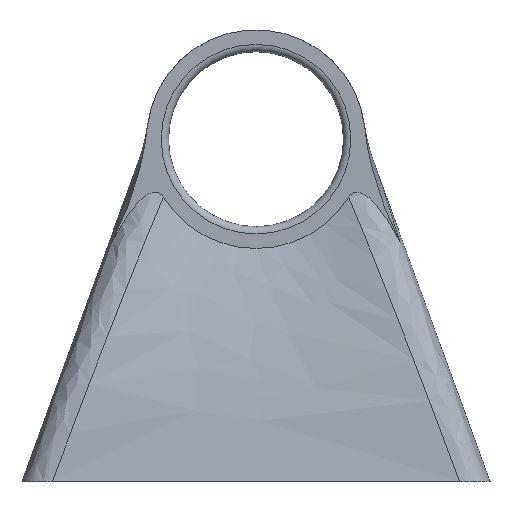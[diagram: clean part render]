
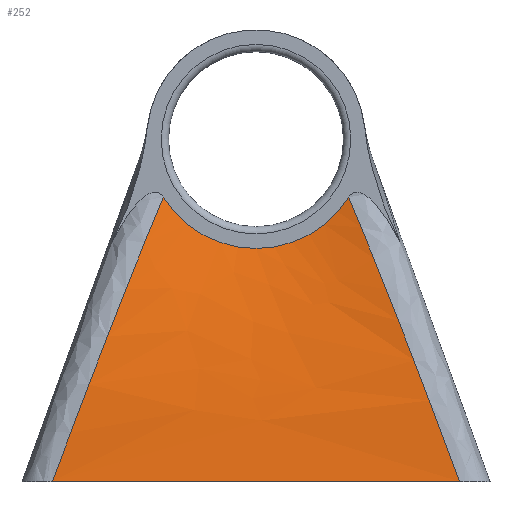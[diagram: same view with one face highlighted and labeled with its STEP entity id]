
A CAD part, top view. The second image highlights one B-rep face of the part: STEP entity #252.
In plain terms, the highlighted free-form (B-spline) face has degree [3, 3] with [5, 14] control points.
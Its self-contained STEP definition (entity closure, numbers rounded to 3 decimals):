
#18=B_SPLINE_SURFACE_WITH_KNOTS('',3,3,((#585,#586,#587,#588,#589,#590,
#591,#592,#593,#594,#595,#596,#597,#598),(#599,#600,#601,#602,#603,#604,
#605,#606,#607,#608,#609,#610,#611,#612),(#613,#614,#615,#616,#617,#618,
#619,#620,#621,#622,#623,#624,#625,#626),(#627,#628,#629,#630,#631,#632,
#633,#634,#635,#636,#637,#638,#639,#640),(#641,#642,#643,#644,#645,#646,
#647,#648,#649,#650,#651,#652,#653,#654)),.UNSPECIFIED.,.F.,.F.,.F.,(4,
1,4),(4,1,1,1,1,1,1,1,1,1,1,4),(0.,0.571,1.),(-108.065,
-106.261,-104.458,-103.557,-103.106,
-102.655,-100.852,-99.95,-99.049,
-98.147,-97.245,-95.442),.UNSPECIFIED.);
#27=LINE('',#656,#38);
#38=VECTOR('',#337,10.);
#58=B_SPLINE_CURVE_WITH_KNOTS('',3,(#576,#577,#578,#579,#580),
 .UNSPECIFIED.,.F.,.F.,(4,1,4),(-4.183,-1.585,0.),
 .UNSPECIFIED.);
#59=B_SPLINE_CURVE_WITH_KNOTS('',3,(#657,#658,#659,#660,#661),
 .UNSPECIFIED.,.F.,.F.,(4,1,4),(-4.183,-2.598,0.),
 .UNSPECIFIED.);
#77=FACE_OUTER_BOUND('',#93,.T.);
#93=EDGE_LOOP('',(#215,#216,#217,#218));
#102=CIRCLE('',#276,15.);
#112=VERTEX_POINT('',#355);
#113=VERTEX_POINT('',#356);
#128=VERTEX_POINT('',#563);
#130=VERTEX_POINT('',#655);
#136=EDGE_CURVE('',#112,#113,#102,.T.);
#159=EDGE_CURVE('',#128,#113,#58,.T.);
#162=EDGE_CURVE('',#128,#130,#27,.T.);
#163=EDGE_CURVE('',#112,#130,#59,.T.);
#215=ORIENTED_EDGE('',*,*,#159,.F.);
#216=ORIENTED_EDGE('',*,*,#162,.T.);
#217=ORIENTED_EDGE('',*,*,#163,.F.);
#218=ORIENTED_EDGE('',*,*,#136,.T.);
#252=ADVANCED_FACE('',(#77),#18,.F.);
#276=AXIS2_PLACEMENT_3D('',#357,#304,#305);
#304=DIRECTION('center_axis',(0.,0.,-1.));
#305=DIRECTION('ref_axis',(-1.,0.,0.));
#337=DIRECTION('',(1.,0.,0.));
#355=CARTESIAN_POINT('',(12.719,-7.951,8.));
#356=CARTESIAN_POINT('',(-12.719,-7.951,8.));
#357=CARTESIAN_POINT('Origin',(0.,0.,8.));
#563=CARTESIAN_POINT('',(-27.931,-46.985,16.));
#576=CARTESIAN_POINT('Ctrl Pts',(-27.931,-46.985,16.));
#577=CARTESIAN_POINT('Ctrl Pts',(-24.823,-38.656,15.501));
#578=CARTESIAN_POINT('Ctrl Pts',(-19.805,-25.348,13.348));
#579=CARTESIAN_POINT('Ctrl Pts',(-14.683,-12.668,9.558));
#580=CARTESIAN_POINT('Ctrl Pts',(-12.72,-7.951,8.));
#585=CARTESIAN_POINT('Ctrl Pts',(12.719,-7.951,8.));
#586=CARTESIAN_POINT('Ctrl Pts',(11.973,-9.144,8.));
#587=CARTESIAN_POINT('Ctrl Pts',(10.055,-11.434,8.));
#588=CARTESIAN_POINT('Ctrl Pts',(6.911,-13.452,8.));
#589=CARTESIAN_POINT('Ctrl Pts',(4.542,-14.327,8.));
#590=CARTESIAN_POINT('Ctrl Pts',(3.165,-14.675,8.));
#591=CARTESIAN_POINT('Ctrl Pts',(1.054,-15.052,8.));
#592=CARTESIAN_POINT('Ctrl Pts',(-1.431,-15.049,8.));
#593=CARTESIAN_POINT('Ctrl Pts',(-4.211,-14.45,8.));
#594=CARTESIAN_POINT('Ctrl Pts',(-6.235,-13.701,8.));
#595=CARTESIAN_POINT('Ctrl Pts',(-8.17,-12.644,8.));
#596=CARTESIAN_POINT('Ctrl Pts',(-10.532,-10.862,8.));
#597=CARTESIAN_POINT('Ctrl Pts',(-11.973,-9.145,8.));
#598=CARTESIAN_POINT('Ctrl Pts',(-12.719,-7.951,8.));
#599=CARTESIAN_POINT('Ctrl Pts',(20.011,-15.177,11.744));
#600=CARTESIAN_POINT('Ctrl Pts',(18.713,-16.106,11.491));
#601=CARTESIAN_POINT('Ctrl Pts',(15.657,-17.927,11.042));
#602=CARTESIAN_POINT('Ctrl Pts',(10.912,-19.578,10.625));
#603=CARTESIAN_POINT('Ctrl Pts',(7.238,-20.309,10.421));
#604=CARTESIAN_POINT('Ctrl Pts',(5.069,-20.603,10.335));
#605=CARTESIAN_POINT('Ctrl Pts',(1.71,-20.923,10.238));
#606=CARTESIAN_POINT('Ctrl Pts',(-2.321,-20.92,10.24));
#607=CARTESIAN_POINT('Ctrl Pts',(-6.727,-20.411,10.392));
#608=CARTESIAN_POINT('Ctrl Pts',(-9.862,-19.786,10.566));
#609=CARTESIAN_POINT('Ctrl Pts',(-12.813,-18.917,10.793));
#610=CARTESIAN_POINT('Ctrl Pts',(-16.415,-17.472,11.153));
#611=CARTESIAN_POINT('Ctrl Pts',(-18.712,-16.107,11.491));
#612=CARTESIAN_POINT('Ctrl Pts',(-20.011,-15.177,11.744));
#613=CARTESIAN_POINT('Ctrl Pts',(33.453,-28.248,16.142));
#614=CARTESIAN_POINT('Ctrl Pts',(31.052,-28.72,15.691));
#615=CARTESIAN_POINT('Ctrl Pts',(25.795,-29.701,14.886));
#616=CARTESIAN_POINT('Ctrl Pts',(18.087,-30.652,14.146));
#617=CARTESIAN_POINT('Ctrl Pts',(12.054,-31.09,13.781));
#618=CARTESIAN_POINT('Ctrl Pts',(8.464,-31.268,13.63));
#619=CARTESIAN_POINT('Ctrl Pts',(2.875,-31.466,13.457));
#620=CARTESIAN_POINT('Ctrl Pts',(-3.901,-31.464,13.46));
#621=CARTESIAN_POINT('Ctrl Pts',(-11.215,-31.151,13.731));
#622=CARTESIAN_POINT('Ctrl Pts',(-16.362,-30.777,14.041));
#623=CARTESIAN_POINT('Ctrl Pts',(-21.177,-30.271,14.444));
#624=CARTESIAN_POINT('Ctrl Pts',(-27.098,-29.456,15.085));
#625=CARTESIAN_POINT('Ctrl Pts',(-31.052,-28.72,15.69));
#626=CARTESIAN_POINT('Ctrl Pts',(-33.453,-28.248,16.142));
#627=CARTESIAN_POINT('Ctrl Pts',(47.42,-41.415,16.556));
#628=CARTESIAN_POINT('Ctrl Pts',(43.811,-41.534,16.363));
#629=CARTESIAN_POINT('Ctrl Pts',(36.188,-41.798,16.018));
#630=CARTESIAN_POINT('Ctrl Pts',(25.394,-42.068,15.7));
#631=CARTESIAN_POINT('Ctrl Pts',(16.944,-42.196,15.543));
#632=CARTESIAN_POINT('Ctrl Pts',(11.906,-42.249,15.478));
#633=CARTESIAN_POINT('Ctrl Pts',(4.052,-42.308,15.404));
#634=CARTESIAN_POINT('Ctrl Pts',(-5.498,-42.307,15.405));
#635=CARTESIAN_POINT('Ctrl Pts',(-15.769,-42.214,15.522));
#636=CARTESIAN_POINT('Ctrl Pts',(-22.976,-42.105,15.655));
#637=CARTESIAN_POINT('Ctrl Pts',(-29.723,-41.96,15.828));
#638=CARTESIAN_POINT('Ctrl Pts',(-38.076,-41.732,16.104));
#639=CARTESIAN_POINT('Ctrl Pts',(-43.81,-41.534,16.363));
#640=CARTESIAN_POINT('Ctrl Pts',(-47.42,-41.415,16.556));
#641=CARTESIAN_POINT('Ctrl Pts',(53.406,-46.985,16.));
#642=CARTESIAN_POINT('Ctrl Pts',(49.279,-46.985,16.));
#643=CARTESIAN_POINT('Ctrl Pts',(40.642,-46.985,16.));
#644=CARTESIAN_POINT('Ctrl Pts',(28.526,-46.985,16.));
#645=CARTESIAN_POINT('Ctrl Pts',(19.039,-46.985,16.));
#646=CARTESIAN_POINT('Ctrl Pts',(13.381,-46.985,16.));
#647=CARTESIAN_POINT('Ctrl Pts',(4.557,-46.985,16.));
#648=CARTESIAN_POINT('Ctrl Pts',(-6.183,-46.985,16.));
#649=CARTESIAN_POINT('Ctrl Pts',(-17.721,-46.985,16.));
#650=CARTESIAN_POINT('Ctrl Pts',(-25.811,-46.985,16.));
#651=CARTESIAN_POINT('Ctrl Pts',(-33.385,-46.985,16.));
#652=CARTESIAN_POINT('Ctrl Pts',(-42.781,-46.985,16.));
#653=CARTESIAN_POINT('Ctrl Pts',(-49.278,-46.985,16.));
#654=CARTESIAN_POINT('Ctrl Pts',(-53.406,-46.985,16.));
#655=CARTESIAN_POINT('',(27.931,-46.985,16.));
#656=CARTESIAN_POINT('',(-32.101,-46.985,16.));
#657=CARTESIAN_POINT('Ctrl Pts',(12.72,-7.951,8.));
#658=CARTESIAN_POINT('Ctrl Pts',(14.683,-12.667,9.558));
#659=CARTESIAN_POINT('Ctrl Pts',(19.805,-25.347,13.348));
#660=CARTESIAN_POINT('Ctrl Pts',(24.823,-38.654,15.501));
#661=CARTESIAN_POINT('Ctrl Pts',(27.931,-46.985,16.));
